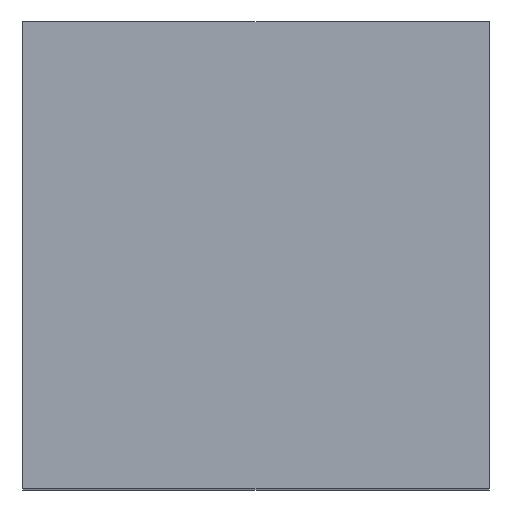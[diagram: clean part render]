
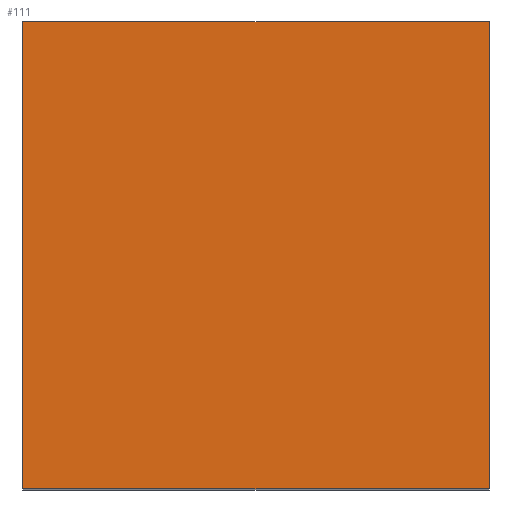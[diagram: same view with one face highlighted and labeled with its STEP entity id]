
A CAD part, top view. The second image highlights one B-rep face of the part: STEP entity #111.
In plain terms, the highlighted planar face has unit normal (0, 0, 1).
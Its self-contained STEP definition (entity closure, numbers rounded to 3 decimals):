
#18=FACE_OUTER_BOUND('',#24,.T.);
#24=EDGE_LOOP('',(#86,#87,#88,#89));
#28=LINE('',#176,#40);
#31=LINE('',#182,#43);
#34=LINE('',#188,#46);
#37=LINE('',#192,#49);
#40=VECTOR('',#148,10.);
#43=VECTOR('',#153,10.);
#46=VECTOR('',#158,10.);
#49=VECTOR('',#163,10.);
#52=VERTEX_POINT('',#173);
#53=VERTEX_POINT('',#175);
#55=VERTEX_POINT('',#181);
#57=VERTEX_POINT('',#187);
#60=EDGE_CURVE('',#53,#52,#28,.T.);
#63=EDGE_CURVE('',#55,#53,#31,.T.);
#66=EDGE_CURVE('',#57,#55,#34,.T.);
#69=EDGE_CURVE('',#52,#57,#37,.T.);
#86=ORIENTED_EDGE('',*,*,#69,.T.);
#87=ORIENTED_EDGE('',*,*,#66,.T.);
#88=ORIENTED_EDGE('',*,*,#63,.T.);
#89=ORIENTED_EDGE('',*,*,#60,.T.);
#98=PLANE('',#140);
#111=ADVANCED_FACE('',(#18),#98,.T.);
#140=AXIS2_PLACEMENT_3D('',#193,#164,#165);
#148=DIRECTION('',(0.,-1.,0.));
#153=DIRECTION('',(-1.,0.,0.));
#158=DIRECTION('',(0.,1.,0.));
#163=DIRECTION('',(1.,0.,0.));
#164=DIRECTION('center_axis',(0.,0.,1.));
#165=DIRECTION('ref_axis',(1.,0.,0.));
#173=CARTESIAN_POINT('',(-10.,-10.,30.));
#175=CARTESIAN_POINT('',(-10.,10.,30.));
#176=CARTESIAN_POINT('',(-10.,10.,30.));
#181=CARTESIAN_POINT('',(10.,10.,30.));
#182=CARTESIAN_POINT('',(10.,10.,30.));
#187=CARTESIAN_POINT('',(10.,-10.,30.));
#188=CARTESIAN_POINT('',(10.,-10.,30.));
#192=CARTESIAN_POINT('',(-10.,-10.,30.));
#193=CARTESIAN_POINT('Origin',(0.,0.,30.));
